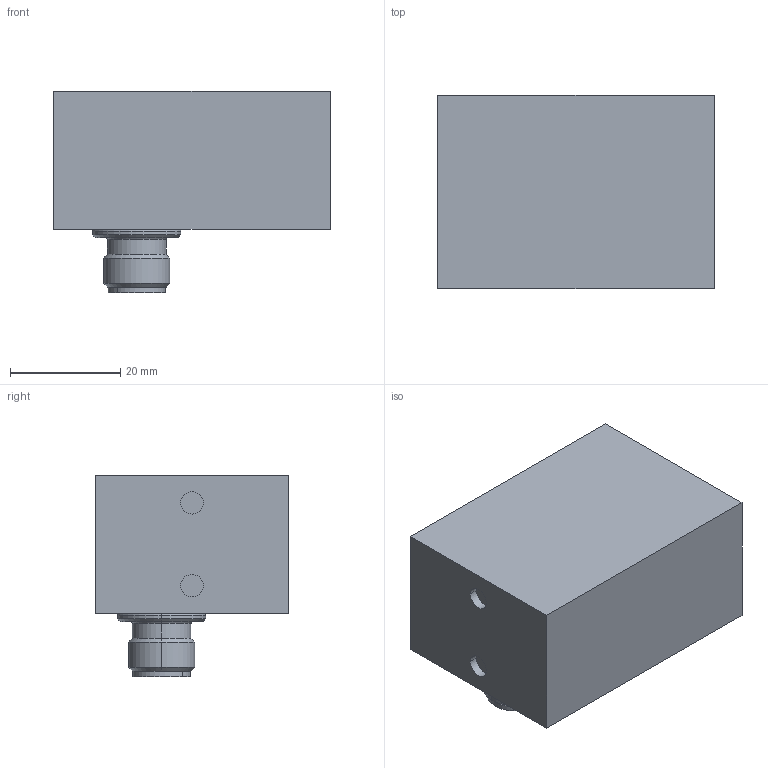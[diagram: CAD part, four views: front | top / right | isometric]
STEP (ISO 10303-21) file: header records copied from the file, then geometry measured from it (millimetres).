
FILE_DESCRIPTION((''),'2;1');
FILE_NAME('CAD-8666_KPL_SW0001','2023-05-05T07:14:59',('creinig-se'),(''),'CREO PARAMETRIC BY PTC INC, 2022284','CREO PARAMETRIC BY PTC INC, 2022284','');
FILE_SCHEMA(('CONFIG_CONTROL_DESIGN','SHAPE_APPEARANCE_LAYERS_GROUPS'));
Length unit declared in the file: millimetre
Products named in the file (1): CAD-8666_KPL_SW0001
Bounding box: 50 x 35 x 36.5 mm (x, y, z)
Volume: 44331.4 mm3; surface area: 8863.1 mm2
Topology: 1 solids, 1 shells, 256 faces, 705 edges, 477 vertices
Faces by surface type: plane 141, cylinder 76, cone 22, torus 9, bspline 8
Entity records: 10466 total; most frequent: CARTESIAN_POINT 1957, DIRECTION 1374, ORIENTED_EDGE 1364, EDGE_CURVE 682, VECTOR 466, LINE 466, AXIS2_PLACEMENT_3D 454, VERTEX_POINT 447
